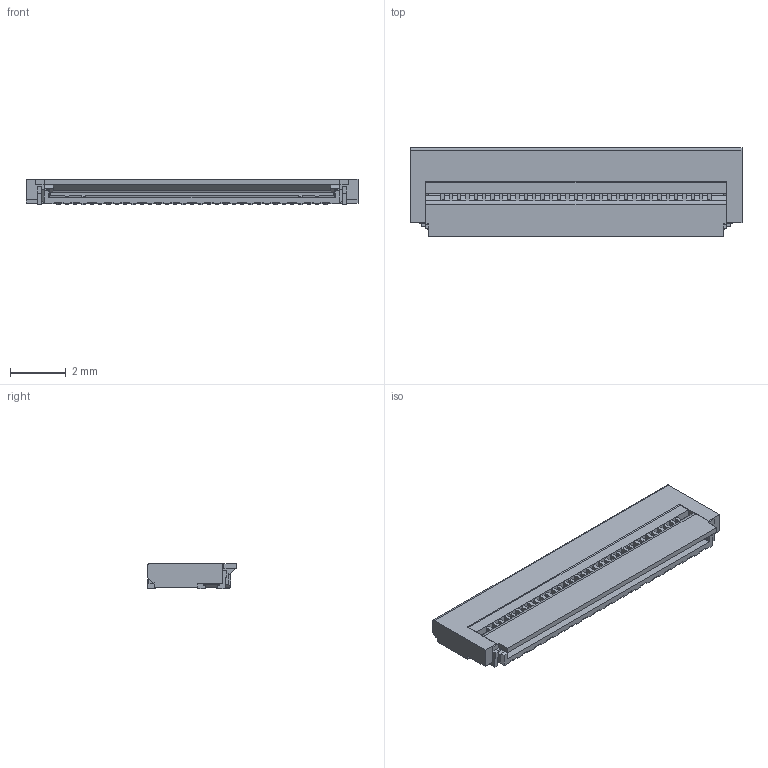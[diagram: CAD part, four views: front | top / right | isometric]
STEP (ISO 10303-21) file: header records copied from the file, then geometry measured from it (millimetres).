
FILE_DESCRIPTION((''),'2;1');
FILE_NAME('PANASONIC_AYF313315.stp','2012-04-30T10:13:14',(''),(''),'Mechanical Desktop 2011','Mechanical Desktop 2011',', , ');
FILE_SCHEMA(('AUTOMOTIVE_DESIGN { 1 2 10303 214 1 1 1 1 }'));
Length unit declared in the file: millimetre
Products named in the file (1): Product
Bounding box: 11.95 x 3.2 x 0.9 mm (x, y, z)
Volume: 24.4 mm3; surface area: 205.8 mm2
Topology: 74 solids, 74 shells, 737 faces, 1757 edges, 1168 vertices
Faces by surface type: plane 673, bspline 34, cylinder 30
Entity records: 20884 total; most frequent: CARTESIAN_POINT 3765, ORIENTED_EDGE 3514, DIRECTION 3225, EDGE_CURVE 1757, VECTOR 1697, LINE 1697, VERTEX_POINT 1168, AXIS2_PLACEMENT_3D 764
